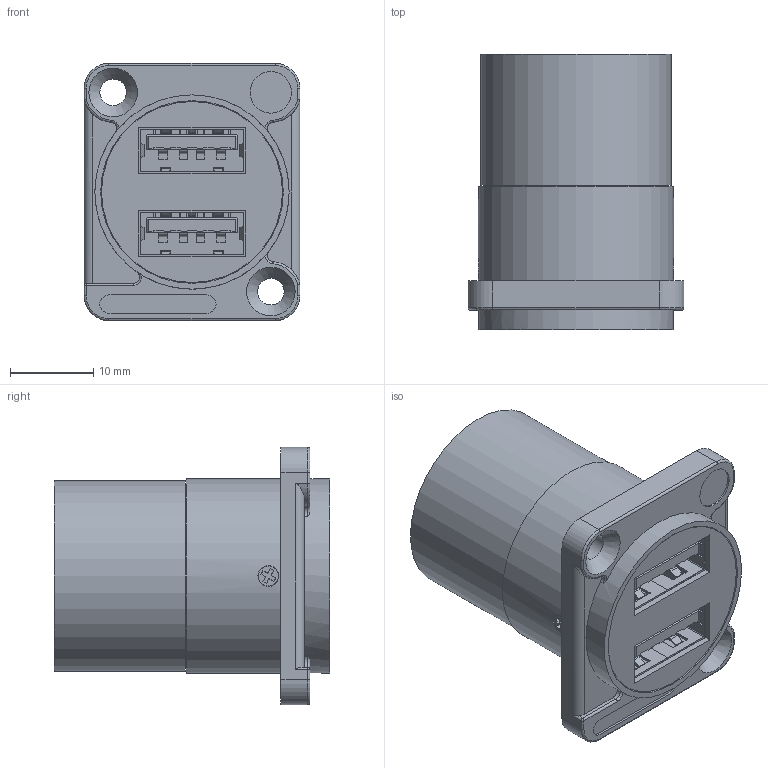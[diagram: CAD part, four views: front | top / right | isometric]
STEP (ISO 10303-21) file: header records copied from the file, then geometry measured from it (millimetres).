
FILE_DESCRIPTION(/* description */ (''),/* implementation_level */ '2;1');
FILE_NAME(/* name */ 'CP30087 dual USB3 metal.stp',/* time_stamp */ '2024-08-08T10:04:14+01:00',/* author */ ('tottley'),/* organization */ (''),/* preprocessor_version */ 'ST-DEVELOPER v18.1',/* originating_system */ 'Autodesk Inventor 2022',/* authorisation */ '');
FILE_SCHEMA (('AUTOMOTIVE_DESIGN { 1 0 10303 214 3 1 1 }'));
Length unit declared in the file: millimetre
Products named in the file (1): Part1
Bounding box: 26 x 33.2 x 31 mm (x, y, z)
Volume: 9229.9 mm3; surface area: 15835.6 mm2
Topology: 2 solids, 6 shells, 3210 faces, 9729 edges, 6290 vertices
Faces by surface type: plane 2401, cylinder 791, torus 11, cone 6, sphere 1
Full cylindrical faces by diameter (mm): 1.5 x4, 2.4 x2, 2.5 x2, 3.2 x2, 5 x1, 21.8 x1, 22 x1, 23 x1, 23.4 x1, 23.5 x1
Entity records: 111995 total; most frequent: CARTESIAN_POINT 19581, ORIENTED_EDGE 19458, DIRECTION 17841, EDGE_CURVE 9729, LINE 7965, VECTOR 7965, VERTEX_POINT 6290, AXIS2_PLACEMENT_3D 4938
